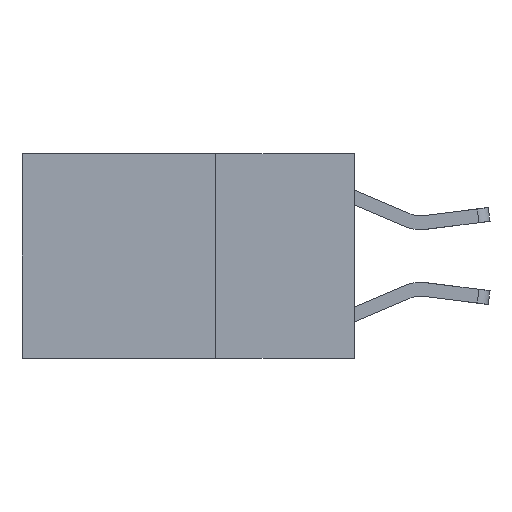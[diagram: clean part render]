
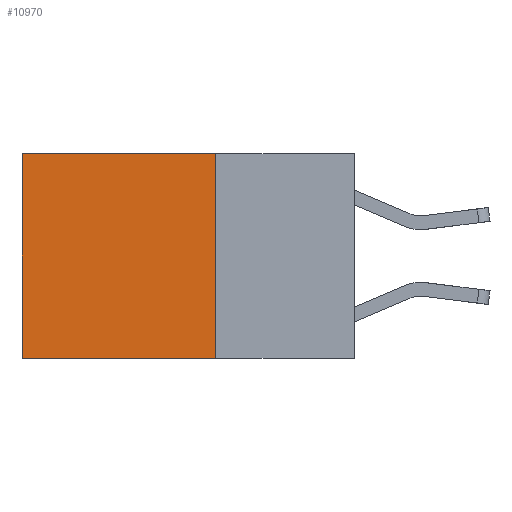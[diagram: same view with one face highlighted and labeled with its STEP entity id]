
A CAD part, left-side view. The second image highlights one B-rep face of the part: STEP entity #10970.
In plain terms, the highlighted planar face has unit normal (-1, 0, 0).
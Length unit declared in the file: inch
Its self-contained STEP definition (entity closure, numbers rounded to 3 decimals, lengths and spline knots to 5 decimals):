
#284 = LINE ( 'NONE', #1411, #4299 ) ;
#803 = EDGE_CURVE ( 'NONE', #9174, #5309, #11558, .T. ) ;
#1411 = CARTESIAN_POINT ( 'NONE',  ( 0.2625, 0.25, 0. ) ) ;
#1459 = FACE_OUTER_BOUND ( 'NONE', #2936, .T. ) ;
#1640 = CARTESIAN_POINT ( 'NONE',  ( 0.2625, 0.25, 0. ) ) ;
#1693 = DIRECTION ( 'NONE',  ( 0., 0., -1. ) ) ;
#1783 = EDGE_CURVE ( 'NONE', #5455, #3530, #2625, .T. ) ;
#2625 = LINE ( 'NONE', #9954, #6576 ) ;
#2936 = EDGE_LOOP ( 'NONE', ( #3374, #10079, #8803, #11094 ) ) ;
#3374 = ORIENTED_EDGE ( 'NONE', *, *, #1783, .T. ) ;
#3530 = VERTEX_POINT ( 'NONE', #8704 ) ;
#4299 = VECTOR ( 'NONE', #7562, 39.37008 ) ;
#4903 = AXIS2_PLACEMENT_3D ( 'NONE', #1640, #9920, #1693 ) ;
#5309 = VERTEX_POINT ( 'NONE', #11163 ) ;
#5455 = VERTEX_POINT ( 'NONE', #10858 ) ;
#6576 = VECTOR ( 'NONE', #8170, 39.37008 ) ;
#6735 = VECTOR ( 'NONE', #8048, 39.37008 ) ;
#6923 = LINE ( 'NONE', #10550, #8124 ) ;
#6954 = CARTESIAN_POINT ( 'NONE',  ( 0.2625, 0.25, 0. ) ) ;
#7562 = DIRECTION ( 'NONE',  ( 0., 1., 0. ) ) ;
#8048 = DIRECTION ( 'NONE',  ( 0., 0., -1. ) ) ;
#8124 = VECTOR ( 'NONE', #10666, 39.37008 ) ;
#8170 = DIRECTION ( 'NONE',  ( 0., 0., -1. ) ) ;
#8200 = EDGE_CURVE ( 'NONE', #5309, #3530, #6923, .T. ) ;
#8704 = CARTESIAN_POINT ( 'NONE',  ( 0.2625, 0.6, -0.37 ) ) ;
#8803 = ORIENTED_EDGE ( 'NONE', *, *, #803, .F. ) ;
#9028 = EDGE_CURVE ( 'NONE', #9174, #5455, #284, .T. ) ;
#9174 = VERTEX_POINT ( 'NONE', #6954 ) ;
#9786 = PLANE ( 'NONE',  #4903 ) ;
#9920 = DIRECTION ( 'NONE',  ( 1., 0., 0. ) ) ;
#9954 = CARTESIAN_POINT ( 'NONE',  ( 0.2625, 0.6, 0. ) ) ;
#10079 = ORIENTED_EDGE ( 'NONE', *, *, #8200, .F. ) ;
#10550 = CARTESIAN_POINT ( 'NONE',  ( 0.2625, 0.25, -0.37 ) ) ;
#10666 = DIRECTION ( 'NONE',  ( 0., 1., 0. ) ) ;
#10833 = CARTESIAN_POINT ( 'NONE',  ( 0.2625, 0.25, 0. ) ) ;
#10858 = CARTESIAN_POINT ( 'NONE',  ( 0.2625, 0.6, 0. ) ) ;
#10970 = ADVANCED_FACE ( 'NONE', ( #1459 ), #9786, .F. ) ;
#11094 = ORIENTED_EDGE ( 'NONE', *, *, #9028, .T. ) ;
#11163 = CARTESIAN_POINT ( 'NONE',  ( 0.2625, 0.25, -0.37 ) ) ;
#11558 = LINE ( 'NONE', #10833, #6735 ) ;
